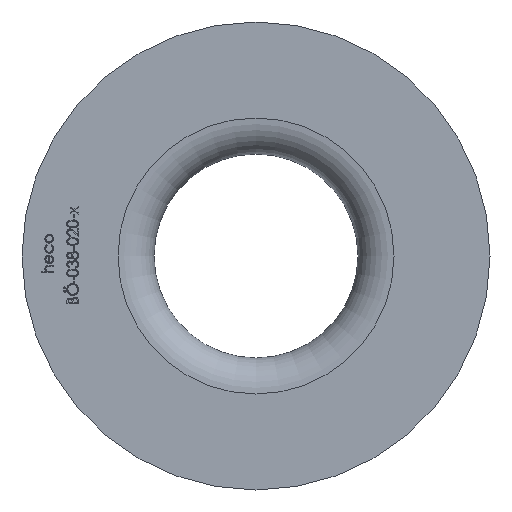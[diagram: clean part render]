
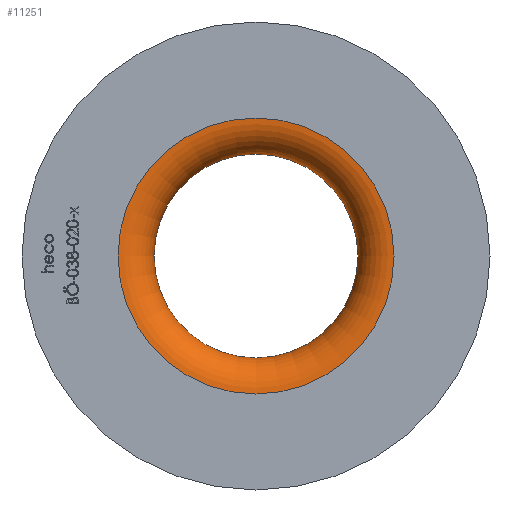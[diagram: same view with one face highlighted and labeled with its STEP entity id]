
A CAD part, left-side view. The second image highlights one B-rep face of the part: STEP entity #11251.
In plain terms, the highlighted toroidal (fillet/blend) face has major radius 23 mm and minor radius 6 mm.
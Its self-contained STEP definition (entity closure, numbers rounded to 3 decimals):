
#265 = VERTEX_POINT ( 'NONE', #3958 ) ;
#401 = DIRECTION ( 'NONE',  ( -1., 0., 0. ) ) ;
#493 = EDGE_CURVE ( 'NONE', #6472, #6472, #9392, .T. ) ;
#773 = EDGE_LOOP ( 'NONE', ( #4989 ) ) ;
#1011 = CARTESIAN_POINT ( 'NONE',  ( 0., 0., 0. ) ) ;
#1121 = EDGE_LOOP ( 'NONE', ( #7416 ) ) ;
#1182 = AXIS2_PLACEMENT_3D ( 'NONE', #14163, #401, #9120 ) ;
#1492 = FACE_OUTER_BOUND ( 'NONE', #773, .T. ) ;
#3958 = CARTESIAN_POINT ( 'NONE',  ( 6., 0., 17. ) ) ;
#4764 = CARTESIAN_POINT ( 'NONE',  ( 6., 0., 0. ) ) ;
#4989 = ORIENTED_EDGE ( 'NONE', *, *, #493, .T. ) ;
#6280 = TOROIDAL_SURFACE ( 'NONE', #1182, 23., 6. ) ;
#6472 = VERTEX_POINT ( 'NONE', #9241 ) ;
#7305 = DIRECTION ( 'NONE',  ( 0., 0., 1. ) ) ;
#7416 = ORIENTED_EDGE ( 'NONE', *, *, #9057, .F. ) ;
#8981 = AXIS2_PLACEMENT_3D ( 'NONE', #4764, #11279, #13557 ) ;
#9057 = EDGE_CURVE ( 'NONE', #265, #265, #16230, .T. ) ;
#9120 = DIRECTION ( 'NONE',  ( 0., 0., 1. ) ) ;
#9241 = CARTESIAN_POINT ( 'NONE',  ( 0., 0., 23. ) ) ;
#9392 = CIRCLE ( 'NONE', #14753, 23. ) ;
#11251 = ADVANCED_FACE ( 'NONE', ( #11635, #1492 ), #6280, .T. ) ;
#11279 = DIRECTION ( 'NONE',  ( -1., 0., 0. ) ) ;
#11635 = FACE_OUTER_BOUND ( 'NONE', #1121, .T. ) ;
#12506 = DIRECTION ( 'NONE',  ( -1., 0., 0. ) ) ;
#13557 = DIRECTION ( 'NONE',  ( 0., 0., 1. ) ) ;
#14163 = CARTESIAN_POINT ( 'NONE',  ( 6., 0., 0. ) ) ;
#14753 = AXIS2_PLACEMENT_3D ( 'NONE', #1011, #12506, #7305 ) ;
#16230 = CIRCLE ( 'NONE', #8981, 17. ) ;
